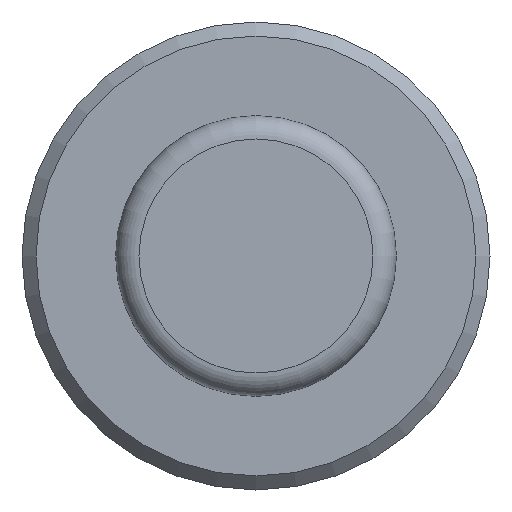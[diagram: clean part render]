
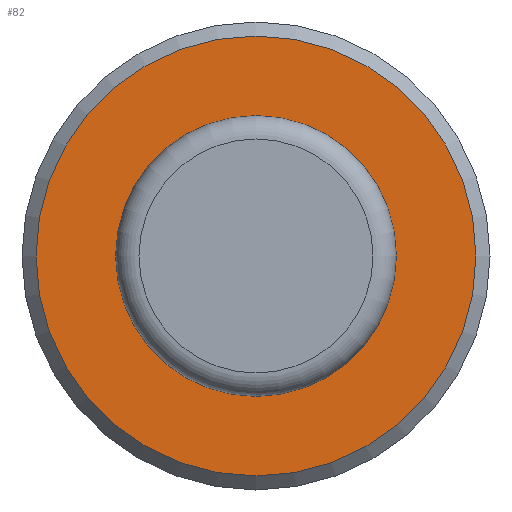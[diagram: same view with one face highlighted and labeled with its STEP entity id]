
A CAD part, front view. The second image highlights one B-rep face of the part: STEP entity #82.
In plain terms, the highlighted planar face has unit normal (0, -1, 0).
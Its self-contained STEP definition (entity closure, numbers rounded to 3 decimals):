
#82 = ADVANCED_FACE( '', ( #187, #188 ), #189, .F. );
#187 = FACE_BOUND( '', #327, .T. );
#188 = FACE_OUTER_BOUND( '', #328, .T. );
#189 = PLANE( '', #329 );
#327 = EDGE_LOOP( '', ( #498 ) );
#328 = EDGE_LOOP( '', ( #499 ) );
#329 = AXIS2_PLACEMENT_3D( '', #500, #501, #502 );
#498 = ORIENTED_EDGE( '', *, *, #737, .F. );
#499 = ORIENTED_EDGE( '', *, *, #738, .T. );
#500 = CARTESIAN_POINT( '', ( 23.5, 0., 0. ) );
#501 = DIRECTION( '', ( 0., 1., 0. ) );
#502 = DIRECTION( '', ( -1., 0., 0. ) );
#737 = EDGE_CURVE( '', #857, #857, #858, .T. );
#738 = EDGE_CURVE( '', #859, #859, #860, .T. );
#857 = VERTEX_POINT( '', #1083 );
#858 = CIRCLE( '', #1084, 15. );
#859 = VERTEX_POINT( '', #1085 );
#860 = CIRCLE( '', #1086, 23.5 );
#1083 = CARTESIAN_POINT( '', ( 0., 0., -15. ) );
#1084 = AXIS2_PLACEMENT_3D( '', #1257, #1258, #1259 );
#1085 = CARTESIAN_POINT( '', ( 23.5, 0., 0. ) );
#1086 = AXIS2_PLACEMENT_3D( '', #1260, #1261, #1262 );
#1257 = CARTESIAN_POINT( '', ( 0., 0., 0. ) );
#1258 = DIRECTION( '', ( 0., -1., 0. ) );
#1259 = DIRECTION( '', ( 0., 0., -1. ) );
#1260 = CARTESIAN_POINT( '', ( 0., 0., 0. ) );
#1261 = DIRECTION( '', ( 0., -1., 0. ) );
#1262 = DIRECTION( '', ( 1., 0., 0. ) );
